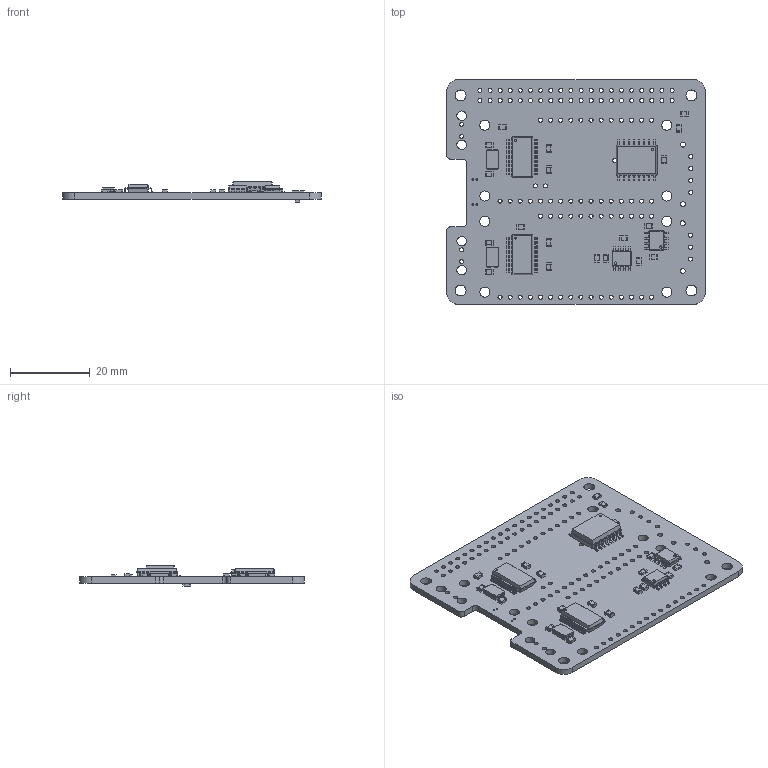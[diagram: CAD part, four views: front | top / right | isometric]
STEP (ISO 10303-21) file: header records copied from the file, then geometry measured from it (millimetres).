
FILE_DESCRIPTION(('FreeCAD Model'),'2;1');
FILE_NAME('RPi_Hat.step', '2017-04-26T17:21:51',('kicad StepUp'),('ksu MCAD'), 'Open CASCADE STEP processor 6.8','FreeCAD','Unknown');
FILE_SCHEMA(('AUTOMOTIVE_DESIGN_CC2 { 1 2 10303 214 -1 1 5 4 }'));
Length unit declared in the file: millimetre
Products named in the file (28): Pcb; R_0805_; R_0805_001; C_0805_; C_0805_001; R_0805_002; C_0805_002; C_0805_003; C_0805_004; C_0805_005; C_0805_006; C_0805_007; C_0805_008; C_0805_009; C_0805_010; C_0805_011; C_0805_012; SSOP_28_53x102mm_Pitch065mm_; SOIC-8_3.9x4.9mm_Pitch1.27mm_; SSOP_28_53x102mm_Pitch065mm_001; C_0805_013; SOIC-8_3.9x4.9mm_Pitch1.27mm_001; Crystal_SMD_5032-2pin_5.0x3.2mm_HandSoldering_; Crystal_SMD_5032-2pin_5.0x3.2mm_HandSoldering_001; C_0805_014; SOIC-16W_7.5x10.3mm_Pitch1.27mm_; R_0805_003; R_0805_004
Bounding box: 65 x 56.5 x 5.13 mm (x, y, z)
Volume: 5973.4 mm3; surface area: 9258 mm2
Topology: 34 solids, 34 shells, 2365 faces, 6266 edges, 4004 vertices
Faces by surface type: plane 1381, cylinder 768, bspline 216
Full cylindrical faces by diameter (mm): 0.4 x4, 0.5 x2, 0.6 x3, 1.016 x110, 1.27 x4, 1.3 x1, 2.413 x4, 2.54 x8, 2.75 x4
Entity records: 88697 total; most frequent: CARTESIAN_POINT 13664, ORIENTED_EDGE 12532, DIRECTION 11838, EDGE_CURVE 6266, LINE 4594, VECTOR 4594, VERTEX_POINT 4004, AXIS2_PLACEMENT_3D 3622
